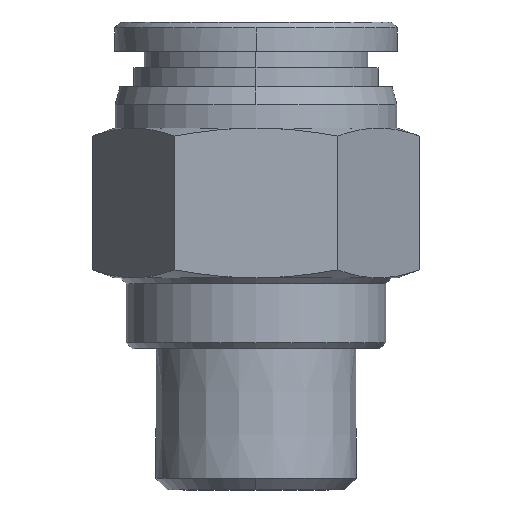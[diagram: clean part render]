
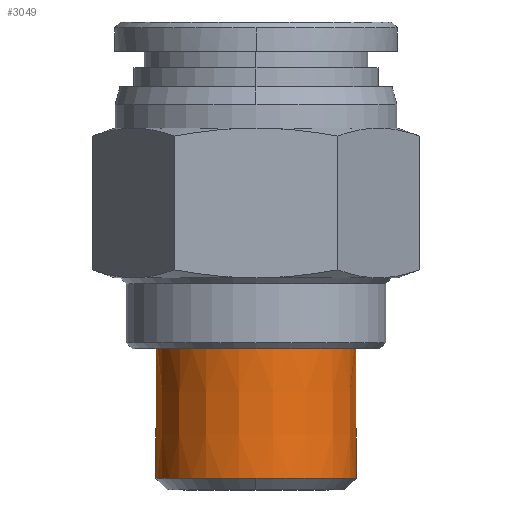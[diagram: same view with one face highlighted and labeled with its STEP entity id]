
A CAD part, left-side view. The second image highlights one B-rep face of the part: STEP entity #3049.
In plain terms, the highlighted conical face has half-angle 0.189 degrees and reference radius 8.497 mm.
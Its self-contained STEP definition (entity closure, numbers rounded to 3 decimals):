
#567 = EDGE_CURVE ( 'NONE', #813, #4221, #3121, .T. ) ;
#813 = VERTEX_POINT ( 'NONE', #911 ) ;
#911 = CARTESIAN_POINT ( 'NONE',  ( 20.201, -15.497, -23.806 ) ) ;
#1055 = VECTOR ( 'NONE', #7001, 1000. ) ;
#1136 = CARTESIAN_POINT ( 'NONE',  ( 20.201, -15.461, -12.806 ) ) ;
#1575 = DIRECTION ( 'NONE',  ( 0., 0., -1. ) ) ;
#1694 = VERTEX_POINT ( 'NONE', #7789 ) ;
#1948 = VERTEX_POINT ( 'NONE', #1136 ) ;
#3049 = ADVANCED_FACE ( 'NONE', ( #6696 ), #4810, .T. ) ;
#3121 = CIRCLE ( 'NONE', #10491, 8.497 ) ;
#3492 = ORIENTED_EDGE ( 'NONE', *, *, #567, .F. ) ;
#3636 = EDGE_CURVE ( 'NONE', #1694, #4842, #5585, .T. ) ;
#3786 = DIRECTION ( 'NONE',  ( 0., 1., 0. ) ) ;
#3827 = VECTOR ( 'NONE', #11888, 1000. ) ;
#3990 = EDGE_LOOP ( 'NONE', ( #8730, #10119, #6723, #8801, #3492 ) ) ;
#4221 = VERTEX_POINT ( 'NONE', #4272 ) ;
#4272 = CARTESIAN_POINT ( 'NONE',  ( 11.704, -7., -23.806 ) ) ;
#4287 = AXIS2_PLACEMENT_3D ( 'NONE', #9790, #7839, #9877 ) ;
#4482 = DIRECTION ( 'NONE',  ( 0., -1., 0. ) ) ;
#4810 = CONICAL_SURFACE ( 'NONE', #10043, 8.497, 0.003 ) ;
#4842 = VERTEX_POINT ( 'NONE', #7381 ) ;
#5585 = LINE ( 'NONE', #12973, #3827 ) ;
#5655 = EDGE_CURVE ( 'NONE', #4221, #4842, #8382, .T. ) ;
#6696 = FACE_OUTER_BOUND ( 'NONE', #3990, .T. ) ;
#6723 = ORIENTED_EDGE ( 'NONE', *, *, #3636, .T. ) ;
#7001 = DIRECTION ( 'NONE',  ( 0., -0.003, -1. ) ) ;
#7026 = CIRCLE ( 'NONE', #4287, 8.461 ) ;
#7381 = CARTESIAN_POINT ( 'NONE',  ( 20.201, 1.497, -23.806 ) ) ;
#7665 = LINE ( 'NONE', #8955, #1055 ) ;
#7789 = CARTESIAN_POINT ( 'NONE',  ( 20.201, 1.461, -12.806 ) ) ;
#7839 = DIRECTION ( 'NONE',  ( 0., 0., -1. ) ) ;
#8297 = EDGE_CURVE ( 'NONE', #1948, #1694, #7026, .T. ) ;
#8382 = CIRCLE ( 'NONE', #8925, 8.497 ) ;
#8730 = ORIENTED_EDGE ( 'NONE', *, *, #9472, .F. ) ;
#8801 = ORIENTED_EDGE ( 'NONE', *, *, #5655, .F. ) ;
#8806 = DIRECTION ( 'NONE',  ( 0., 0., -1. ) ) ;
#8874 = CARTESIAN_POINT ( 'NONE',  ( 20.201, -7., -23.806 ) ) ;
#8925 = AXIS2_PLACEMENT_3D ( 'NONE', #11756, #8806, #9745 ) ;
#8955 = CARTESIAN_POINT ( 'NONE',  ( 20.201, -15.497, -23.806 ) ) ;
#9472 = EDGE_CURVE ( 'NONE', #1948, #813, #7665, .T. ) ;
#9745 = DIRECTION ( 'NONE',  ( 0., -1., 0. ) ) ;
#9790 = CARTESIAN_POINT ( 'NONE',  ( 20.201, -7., -12.806 ) ) ;
#9877 = DIRECTION ( 'NONE',  ( 0., 1., 0. ) ) ;
#10043 = AXIS2_PLACEMENT_3D ( 'NONE', #8874, #11946, #3786 ) ;
#10119 = ORIENTED_EDGE ( 'NONE', *, *, #8297, .T. ) ;
#10491 = AXIS2_PLACEMENT_3D ( 'NONE', #10528, #1575, #4482 ) ;
#10528 = CARTESIAN_POINT ( 'NONE',  ( 20.201, -7., -23.806 ) ) ;
#11756 = CARTESIAN_POINT ( 'NONE',  ( 20.201, -7., -23.806 ) ) ;
#11888 = DIRECTION ( 'NONE',  ( 0., 0.003, -1. ) ) ;
#11946 = DIRECTION ( 'NONE',  ( 0., 0., -1. ) ) ;
#12973 = CARTESIAN_POINT ( 'NONE',  ( 20.201, 1.497, -23.806 ) ) ;
